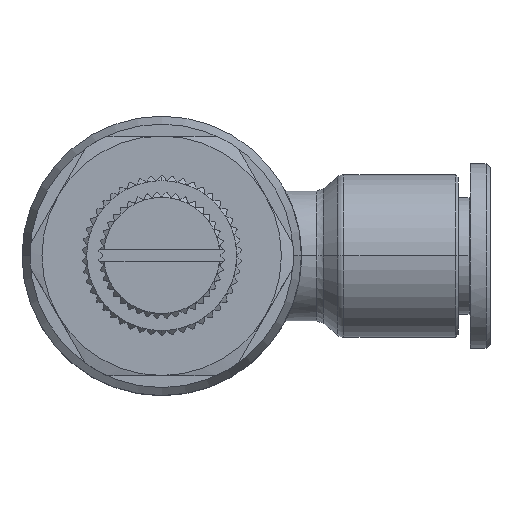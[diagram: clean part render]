
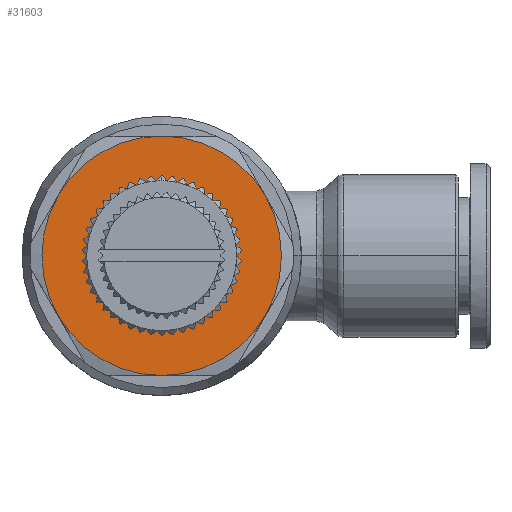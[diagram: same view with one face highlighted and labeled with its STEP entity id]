
A CAD part, top view. The second image highlights one B-rep face of the part: STEP entity #31603.
In plain terms, the highlighted planar face has unit normal (0, 0, 1).
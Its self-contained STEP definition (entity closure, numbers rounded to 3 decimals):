
#748=CARTESIAN_POINT('',(8.9,7.,14.5));
#749=VERTEX_POINT('',#748);
#765=CARTESIAN_POINT('',(8.9,-7.,14.5));
#766=VERTEX_POINT('',#765);
#773=CARTESIAN_POINT('',(8.9,0.,14.5));
#774=DIRECTION('',(0.0,0.0,-1.0));
#775=DIRECTION('',(0.0,1.0,0.0));
#776=AXIS2_PLACEMENT_3D('',#773,#774,#775);
#777=CIRCLE('',#776,7.);
#778=EDGE_CURVE('',#749,#766,#777,.T.);
#30778=CARTESIAN_POINT('',(8.9,0.,14.5));
#30779=DIRECTION('',(0.0,0.0,-1.0));
#30780=DIRECTION('',(0.0,1.0,0.0));
#30781=AXIS2_PLACEMENT_3D('',#30778,#30779,#30780);
#30782=CIRCLE('',#30781,7.);
#30783=EDGE_CURVE('',#766,#749,#30782,.T.);
#31062=CARTESIAN_POINT('',(8.9,-12.,14.5));
#31063=VERTEX_POINT('',#31062);
#31106=CARTESIAN_POINT('',(-1.492,-6.0,14.5));
#31107=VERTEX_POINT('',#31106);
#31150=CARTESIAN_POINT('',(-1.492,6.,14.5));
#31151=VERTEX_POINT('',#31150);
#31194=CARTESIAN_POINT('',(8.9,12.,14.5));
#31195=VERTEX_POINT('',#31194);
#31272=CARTESIAN_POINT('',(19.292,6.,14.5));
#31273=VERTEX_POINT('',#31272);
#31311=CARTESIAN_POINT('',(19.292,-6.,14.5));
#31312=VERTEX_POINT('',#31311);
#31326=CARTESIAN_POINT('',(8.9,0.,14.5));
#31327=DIRECTION('',(0.0,0.0,1.0));
#31328=DIRECTION('',(0.0,1.0,0.0));
#31329=AXIS2_PLACEMENT_3D('',#31326,#31327,#31328);
#31330=CIRCLE('',#31329,12.0);
#31331=EDGE_CURVE('',#31063,#31312,#31330,.T.);
#31344=CARTESIAN_POINT('',(8.9,0.,14.5));
#31345=DIRECTION('',(0.0,0.0,1.0));
#31346=DIRECTION('',(0.0,1.0,0.0));
#31347=AXIS2_PLACEMENT_3D('',#31344,#31345,#31346);
#31348=CIRCLE('',#31347,12.0);
#31349=EDGE_CURVE('',#31107,#31063,#31348,.T.);
#31362=CARTESIAN_POINT('',(8.9,0.,14.5));
#31363=DIRECTION('',(0.0,0.0,1.0));
#31364=DIRECTION('',(0.0,1.0,0.0));
#31365=AXIS2_PLACEMENT_3D('',#31362,#31363,#31364);
#31366=CIRCLE('',#31365,12.0);
#31367=EDGE_CURVE('',#31151,#31107,#31366,.T.);
#31380=CARTESIAN_POINT('',(8.9,0.,14.5));
#31381=DIRECTION('',(0.0,0.0,1.0));
#31382=DIRECTION('',(0.0,1.0,0.0));
#31383=AXIS2_PLACEMENT_3D('',#31380,#31381,#31382);
#31384=CIRCLE('',#31383,12.0);
#31385=EDGE_CURVE('',#31195,#31151,#31384,.T.);
#31398=CARTESIAN_POINT('',(8.9,0.,14.5));
#31399=DIRECTION('',(0.0,0.0,1.0));
#31400=DIRECTION('',(0.0,1.0,0.0));
#31401=AXIS2_PLACEMENT_3D('',#31398,#31399,#31400);
#31402=CIRCLE('',#31401,12.0);
#31403=EDGE_CURVE('',#31273,#31195,#31402,.T.);
#31416=CARTESIAN_POINT('',(8.9,0.,14.5));
#31417=DIRECTION('',(0.0,0.0,1.0));
#31418=DIRECTION('',(0.0,1.0,0.0));
#31419=AXIS2_PLACEMENT_3D('',#31416,#31417,#31418);
#31420=CIRCLE('',#31419,12.0);
#31421=EDGE_CURVE('',#31312,#31273,#31420,.T.);
#31586=CARTESIAN_POINT('',(8.9,9.5,14.5));
#31587=DIRECTION('',(0.0,0.0,1.0));
#31588=DIRECTION('',(0.0,1.0,0.0));
#31589=AXIS2_PLACEMENT_3D('',#31586,#31587,#31588);
#31590=PLANE('',#31589);
#31591=ORIENTED_EDGE('',*,*,#31421,.T.);
#31592=ORIENTED_EDGE('',*,*,#31403,.T.);
#31593=ORIENTED_EDGE('',*,*,#31385,.T.);
#31594=ORIENTED_EDGE('',*,*,#31367,.T.);
#31595=ORIENTED_EDGE('',*,*,#31349,.T.);
#31596=ORIENTED_EDGE('',*,*,#31331,.T.);
#31597=EDGE_LOOP('',(#31591,#31592,#31593,#31594,#31595,#31596));
#31598=FACE_OUTER_BOUND('',#31597,.T.);
#31599=ORIENTED_EDGE('',*,*,#778,.T.);
#31600=ORIENTED_EDGE('',*,*,#30783,.T.);
#31601=EDGE_LOOP('',(#31599,#31600));
#31602=FACE_BOUND('',#31601,.T.);
#31603=ADVANCED_FACE('',(#31598,#31602),#31590,.T.);
